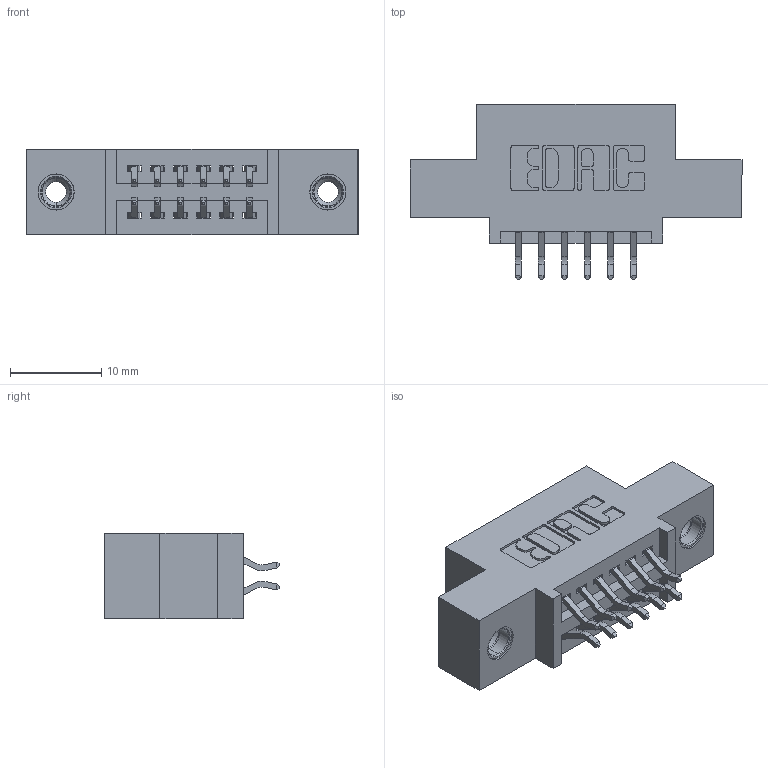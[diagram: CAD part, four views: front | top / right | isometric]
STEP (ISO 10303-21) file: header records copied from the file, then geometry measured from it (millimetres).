
FILE_DESCRIPTION (( 'STEP AP203' ), '1' );
FILE_NAME ('345-012-556-508.STEP', '2018-08-18T04:07:16', ( '' ), ( '' ), 'SwSTEP 2.0', 'SolidWorks 2016', '' );
FILE_SCHEMA (( 'CONFIG_CONTROL_DESIGN' ));
Length unit declared in the file: inch
Products named in the file (4): 345 Part_0.110 Offset - 0.156 Dia-TI; 345-292-001_556 Tail; 345-250-001_345-250-003-102; 345-012-556-508
Assembly tree (15 placements, depth 2):
  345-012-556-508
    345 Part_0.110 Offset - 0.156 Dia-TI
    345-292-001_556 Tail  x12
    345-250-001_345-250-003-102  x2
Bounding box: 36.45 x 19.24 x 9.4 mm (x, y, z)
Volume: 3126.2 mm3; surface area: 4019.5 mm2
Topology: 15 solids, 15 shells, 862 faces, 2493 edges, 1638 vertices
Faces by surface type: plane 560, cylinder 286, cone 12, torus 4
Entity records: 11092 total; most frequent: CARTESIAN_POINT 1891, ORIENTED_EDGE 1806, DIRECTION 1725, EDGE_CURVE 903, LINE 719, VECTOR 719, VERTEX_POINT 596, AXIS2_PLACEMENT_3D 503
